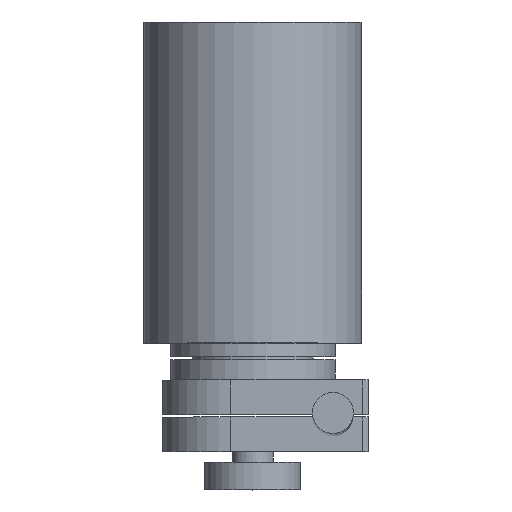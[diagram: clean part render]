
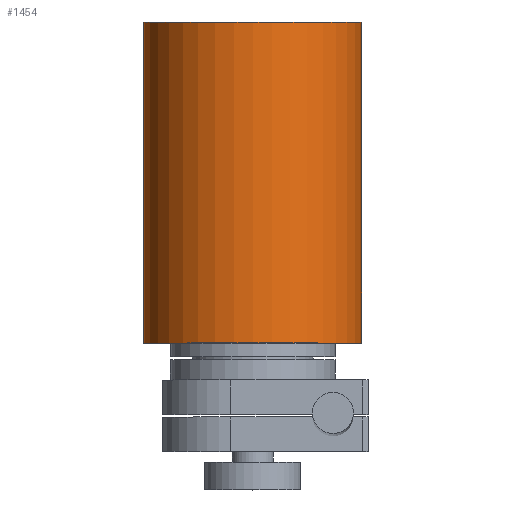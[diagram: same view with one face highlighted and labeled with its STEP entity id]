
A CAD part, top view. The second image highlights one B-rep face of the part: STEP entity #1454.
In plain terms, the highlighted cylindrical face has radius 7.939 mm (diameter 15.878 mm), a partial arc.
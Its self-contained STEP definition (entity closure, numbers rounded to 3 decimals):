
#1413=CARTESIAN_POINT('',(0.0,0.0,6.661));
#1414=DIRECTION('',(0.0,-1.0,0.));
#1415=DIRECTION('',(0.0,0.0,1.0));
#1416=AXIS2_PLACEMENT_3D('',#1413,#1414,#1415);
#1417=CYLINDRICAL_SURFACE('',#1416,7.939);
#1418=CARTESIAN_POINT('',(-7.939,-23.4,6.661));
#1419=VERTEX_POINT('',#1418);
#1420=CARTESIAN_POINT('',(7.939,-23.4,6.661));
#1421=VERTEX_POINT('',#1420);
#1422=CARTESIAN_POINT('',(0.0,-23.4,6.661));
#1423=DIRECTION('',(0.0,1.0,0.0));
#1424=DIRECTION('',(0.0,0.0,1.0));
#1425=AXIS2_PLACEMENT_3D('',#1422,#1423,#1424);
#1426=CIRCLE('',#1425,7.939);
#1427=EDGE_CURVE('',#1419,#1421,#1426,.T.);
#1428=ORIENTED_EDGE('',*,*,#1427,.T.);
#1429=CARTESIAN_POINT('',(7.939,0.0,6.661));
#1430=VERTEX_POINT('',#1429);
#1431=CARTESIAN_POINT('',(7.939,0.0,6.661));
#1432=DIRECTION('',(0.0,-1.0,0.0));
#1433=VECTOR('',#1432,23.4);
#1434=LINE('',#1431,#1433);
#1435=EDGE_CURVE('',#1430,#1421,#1434,.T.);
#1436=ORIENTED_EDGE('',*,*,#1435,.F.);
#1437=CARTESIAN_POINT('',(-7.939,0.0,6.661));
#1438=VERTEX_POINT('',#1437);
#1439=CARTESIAN_POINT('',(0.0,0.0,6.661));
#1440=DIRECTION('',(0.0,-1.0,0.0));
#1441=DIRECTION('',(0.0,0.0,1.0));
#1442=AXIS2_PLACEMENT_3D('',#1439,#1440,#1441);
#1443=CIRCLE('',#1442,7.939);
#1444=EDGE_CURVE('',#1430,#1438,#1443,.T.);
#1445=ORIENTED_EDGE('',*,*,#1444,.T.);
#1446=CARTESIAN_POINT('',(-7.939,0.0,6.661));
#1447=DIRECTION('',(0.0,-1.0,0.0));
#1448=VECTOR('',#1447,23.4);
#1449=LINE('',#1446,#1448);
#1450=EDGE_CURVE('',#1438,#1419,#1449,.T.);
#1451=ORIENTED_EDGE('',*,*,#1450,.T.);
#1452=EDGE_LOOP('',(#1428,#1436,#1445,#1451));
#1453=FACE_OUTER_BOUND('',#1452,.T.);
#1454=ADVANCED_FACE('',(#1453),#1417,.T.);
